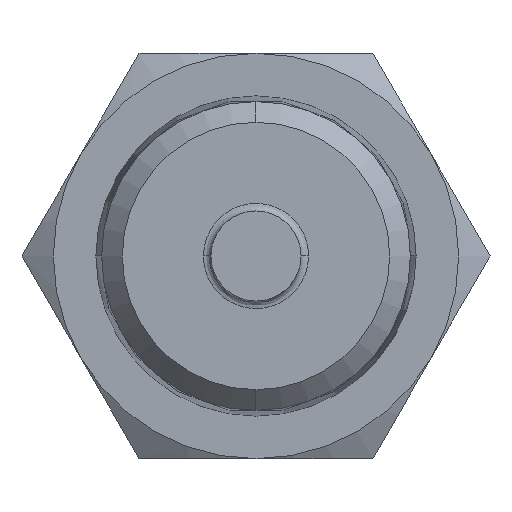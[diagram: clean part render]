
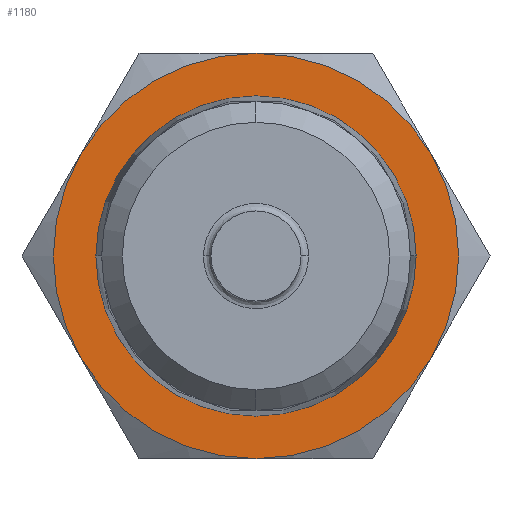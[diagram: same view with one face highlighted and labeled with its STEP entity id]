
A CAD part, front view. The second image highlights one B-rep face of the part: STEP entity #1180.
In plain terms, the highlighted planar face has unit normal (0, -1, 0).
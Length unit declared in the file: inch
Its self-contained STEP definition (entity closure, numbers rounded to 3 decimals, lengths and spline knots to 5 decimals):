
#10 = DIRECTION ( 'NONE',  ( 0., -1., 0. ) ) ;
#87 = VERTEX_POINT ( 'NONE', #1130 ) ;
#101 = DIRECTION ( 'NONE',  ( 0., -1., 0. ) ) ;
#156 = CARTESIAN_POINT ( 'NONE',  ( 0., -0.11811, -0.5315 ) ) ;
#162 = CIRCLE ( 'NONE', #2412, 0.5315 ) ;
#182 = CARTESIAN_POINT ( 'NONE',  ( 0., -0.11811, -0.5315 ) ) ;
#236 = ORIENTED_EDGE ( 'NONE', *, *, #2915, .T. ) ;
#276 = ORIENTED_EDGE ( 'NONE', *, *, #2614, .T. ) ;
#382 = VERTEX_POINT ( 'NONE', #1785 ) ;
#392 = DIRECTION ( 'NONE',  ( 0., -1., 0. ) ) ;
#405 = AXIS2_PLACEMENT_3D ( 'NONE', #1618, #944, #1165 ) ;
#418 = DIRECTION ( 'NONE',  ( -1., 0., 0. ) ) ;
#483 = DIRECTION ( 'NONE',  ( 1., 0., 0. ) ) ;
#553 = ORIENTED_EDGE ( 'NONE', *, *, #1342, .T. ) ;
#554 = CARTESIAN_POINT ( 'NONE',  ( 0., -0.11811, -0.5315 ) ) ;
#559 = ORIENTED_EDGE ( 'NONE', *, *, #1175, .T. ) ;
#590 = VERTEX_POINT ( 'NONE', #1610 ) ;
#606 = CIRCLE ( 'NONE', #2120, 0.5315 ) ;
#642 = AXIS2_PLACEMENT_3D ( 'NONE', #554, #101, #2125 ) ;
#655 = CARTESIAN_POINT ( 'NONE',  ( 0., -0.11811, -1.06299 ) ) ;
#657 = AXIS2_PLACEMENT_3D ( 'NONE', #182, #392, #1060 ) ;
#688 = EDGE_CURVE ( 'NONE', #590, #2016, #1748, .T. ) ;
#742 = CARTESIAN_POINT ( 'NONE',  ( 0., -0.11811, -0.5315 ) ) ;
#851 = FACE_OUTER_BOUND ( 'NONE', #1863, .T. ) ;
#867 = EDGE_LOOP ( 'NONE', ( #1780, #2291 ) ) ;
#871 = EDGE_CURVE ( 'NONE', #87, #2150, #606, .T. ) ;
#944 = DIRECTION ( 'NONE',  ( 0., -1., 0. ) ) ;
#952 = DIRECTION ( 'NONE',  ( 1., 0., 0. ) ) ;
#995 = VERTEX_POINT ( 'NONE', #655 ) ;
#1060 = DIRECTION ( 'NONE',  ( 0., 0., 1. ) ) ;
#1108 = CARTESIAN_POINT ( 'NONE',  ( 0., -0.11811, -0.5315 ) ) ;
#1130 = CARTESIAN_POINT ( 'NONE',  ( -0.46029, -0.11811, -0.26575 ) ) ;
#1165 = DIRECTION ( 'NONE',  ( 1., 0., 0. ) ) ;
#1175 = EDGE_CURVE ( 'NONE', #382, #1415, #1703, .T. ) ;
#1180 = ADVANCED_FACE ( 'NONE', ( #2549, #851 ), #1996, .T. ) ;
#1238 = DIRECTION ( 'NONE',  ( 0., -1., 0. ) ) ;
#1249 = DIRECTION ( 'NONE',  ( 1., 0., 0. ) ) ;
#1342 = EDGE_CURVE ( 'NONE', #1380, #87, #2359, .T. ) ;
#1380 = VERTEX_POINT ( 'NONE', #2817 ) ;
#1415 = VERTEX_POINT ( 'NONE', #2151 ) ;
#1417 = CIRCLE ( 'NONE', #1761, 0.42 ) ;
#1433 = DIRECTION ( 'NONE',  ( 0., -1., 0. ) ) ;
#1465 = EDGE_CURVE ( 'NONE', #995, #382, #1918, .T. ) ;
#1527 = CARTESIAN_POINT ( 'NONE',  ( -0.42, -0.11811, -0.5315 ) ) ;
#1610 = CARTESIAN_POINT ( 'NONE',  ( 0.42, -0.11811, -0.5315 ) ) ;
#1618 = CARTESIAN_POINT ( 'NONE',  ( 0., -0.11811, -0.5315 ) ) ;
#1703 = CIRCLE ( 'NONE', #657, 0.5315 ) ;
#1726 = CARTESIAN_POINT ( 'NONE',  ( -0.46029, -0.11811, -0.79724 ) ) ;
#1748 = CIRCLE ( 'NONE', #1756, 0.42 ) ;
#1756 = AXIS2_PLACEMENT_3D ( 'NONE', #742, #1433, #1895 ) ;
#1760 = DIRECTION ( 'NONE',  ( 0., -1., 0. ) ) ;
#1761 = AXIS2_PLACEMENT_3D ( 'NONE', #2312, #10, #483 ) ;
#1764 = DIRECTION ( 'NONE',  ( 0., -1., 0. ) ) ;
#1780 = ORIENTED_EDGE ( 'NONE', *, *, #688, .F. ) ;
#1785 = CARTESIAN_POINT ( 'NONE',  ( 0.46029, -0.11811, -0.79724 ) ) ;
#1863 = EDGE_LOOP ( 'NONE', ( #236, #2853, #559, #276, #553, #2430 ) ) ;
#1871 = EDGE_CURVE ( 'NONE', #2016, #590, #1417, .T. ) ;
#1895 = DIRECTION ( 'NONE',  ( 1., 0., 0. ) ) ;
#1918 = CIRCLE ( 'NONE', #642, 0.5315 ) ;
#1996 = PLANE ( 'NONE',  #2455 ) ;
#2016 = VERTEX_POINT ( 'NONE', #1527 ) ;
#2120 = AXIS2_PLACEMENT_3D ( 'NONE', #2678, #1238, #1249 ) ;
#2125 = DIRECTION ( 'NONE',  ( 1., 0., 0. ) ) ;
#2150 = VERTEX_POINT ( 'NONE', #1726 ) ;
#2151 = CARTESIAN_POINT ( 'NONE',  ( 0.46029, -0.11811, -0.26575 ) ) ;
#2228 = CARTESIAN_POINT ( 'NONE',  ( 0., -0.11811, -0.5315 ) ) ;
#2291 = ORIENTED_EDGE ( 'NONE', *, *, #1871, .F. ) ;
#2312 = CARTESIAN_POINT ( 'NONE',  ( 0., -0.11811, -0.5315 ) ) ;
#2315 = CIRCLE ( 'NONE', #2934, 0.5315 ) ;
#2359 = CIRCLE ( 'NONE', #405, 0.5315 ) ;
#2412 = AXIS2_PLACEMENT_3D ( 'NONE', #156, #1760, #952 ) ;
#2430 = ORIENTED_EDGE ( 'NONE', *, *, #871, .T. ) ;
#2455 = AXIS2_PLACEMENT_3D ( 'NONE', #2228, #1764, #418 ) ;
#2511 = DIRECTION ( 'NONE',  ( 0., -1., 0. ) ) ;
#2549 = FACE_BOUND ( 'NONE', #867, .T. ) ;
#2614 = EDGE_CURVE ( 'NONE', #1415, #1380, #162, .T. ) ;
#2678 = CARTESIAN_POINT ( 'NONE',  ( 0., -0.11811, -0.5315 ) ) ;
#2748 = DIRECTION ( 'NONE',  ( 0., 0., 1. ) ) ;
#2817 = CARTESIAN_POINT ( 'NONE',  ( 0., -0.11811, 0. ) ) ;
#2853 = ORIENTED_EDGE ( 'NONE', *, *, #1465, .T. ) ;
#2915 = EDGE_CURVE ( 'NONE', #2150, #995, #2315, .T. ) ;
#2934 = AXIS2_PLACEMENT_3D ( 'NONE', #1108, #2511, #2748 ) ;
